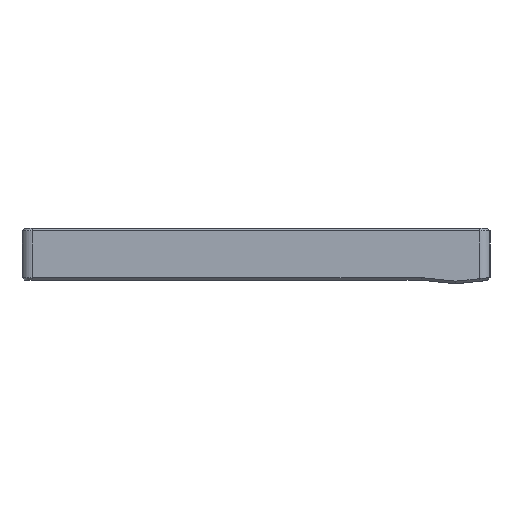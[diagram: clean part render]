
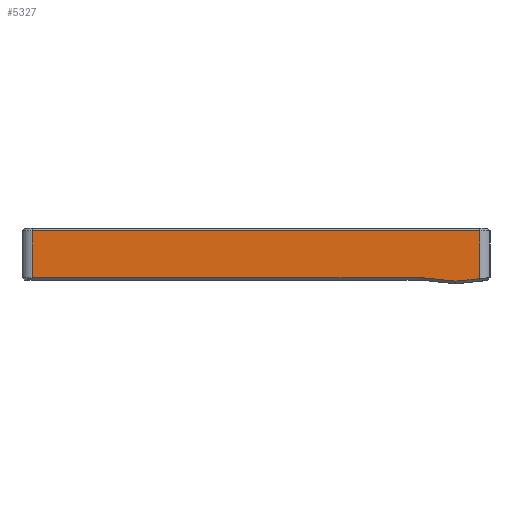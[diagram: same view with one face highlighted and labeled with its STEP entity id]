
A CAD part, left-side view. The second image highlights one B-rep face of the part: STEP entity #5327.
In plain terms, the highlighted planar face has unit normal (-1, 0, 0).
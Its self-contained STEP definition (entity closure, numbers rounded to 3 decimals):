
#51=B_SPLINE_CURVE_WITH_KNOTS('',3,(#8472,#8473,#8474,#8475),
 .UNSPECIFIED.,.F.,.F.,(4,4),(1.545,1.571),
 .UNSPECIFIED.);
#110=PLANE('',#5745);
#279=FACE_OUTER_BOUND('',#581,.T.);
#581=EDGE_LOOP('',(#3885,#3886,#3887,#3888,#3889,#3890,#3891));
#968=LINE('',#8387,#1467);
#980=LINE('',#8419,#1479);
#987=LINE('',#8431,#1486);
#994=LINE('',#8496,#1493);
#1002=LINE('',#8515,#1501);
#1011=LINE('',#8541,#1510);
#1467=VECTOR('',#6561,10.);
#1479=VECTOR('',#6591,10.);
#1486=VECTOR('',#6602,10.);
#1493=VECTOR('',#6619,10.);
#1501=VECTOR('',#6639,10.);
#1510=VECTOR('',#6670,10.);
#2339=VERTEX_POINT('',#8362);
#2345=VERTEX_POINT('',#8385);
#2346=VERTEX_POINT('',#8386);
#2357=VERTEX_POINT('',#8418);
#2360=VERTEX_POINT('',#8429);
#2365=VERTEX_POINT('',#8495);
#2369=VERTEX_POINT('',#8511);
#2908=EDGE_CURVE('',#2345,#2346,#968,.T.);
#2924=EDGE_CURVE('',#2357,#2345,#980,.T.);
#2931=EDGE_CURVE('',#2360,#2357,#987,.T.);
#2934=EDGE_CURVE('',#2339,#2360,#51,.T.);
#2943=EDGE_CURVE('',#2346,#2365,#994,.T.);
#2953=EDGE_CURVE('',#2365,#2369,#1002,.T.);
#2967=EDGE_CURVE('',#2369,#2339,#1011,.T.);
#3885=ORIENTED_EDGE('',*,*,#2934,.F.);
#3886=ORIENTED_EDGE('',*,*,#2967,.F.);
#3887=ORIENTED_EDGE('',*,*,#2953,.F.);
#3888=ORIENTED_EDGE('',*,*,#2943,.F.);
#3889=ORIENTED_EDGE('',*,*,#2908,.F.);
#3890=ORIENTED_EDGE('',*,*,#2924,.F.);
#3891=ORIENTED_EDGE('',*,*,#2931,.F.);
#5327=ADVANCED_FACE('',(#279),#110,.T.);
#5745=AXIS2_PLACEMENT_3D('',#8542,#6671,#6672);
#6561=DIRECTION('',(0.,1.,0.));
#6591=DIRECTION('',(0.,0.995,0.105));
#6602=DIRECTION('',(0.,0.995,-0.105));
#6619=DIRECTION('',(0.,0.,1.));
#6639=DIRECTION('',(0.,-1.,0.));
#6670=DIRECTION('',(0.,0.,-1.));
#6671=DIRECTION('center_axis',(-1.,0.,0.));
#6672=DIRECTION('ref_axis',(0.,-1.,0.));
#8362=CARTESIAN_POINT('',(-17.85,-112.1,-5.461));
#8385=CARTESIAN_POINT('',(-17.85,-95.249,-5.15));
#8386=CARTESIAN_POINT('',(-17.85,16.85,-5.15));
#8387=CARTESIAN_POINT('',(-17.85,-13.888,-5.15));
#8418=CARTESIAN_POINT('',(-17.85,-105.155,-6.191));
#8419=CARTESIAN_POINT('',(-17.85,-38.387,0.826));
#8429=CARTESIAN_POINT('',(-17.85,-112.022,-5.469));
#8431=CARTESIAN_POINT('',(-17.85,-43.311,-12.691));
#8472=CARTESIAN_POINT('Ctrl Pts',(-17.85,-112.1,-5.461));
#8473=CARTESIAN_POINT('Ctrl Pts',(-17.85,-112.074,-5.464));
#8474=CARTESIAN_POINT('Ctrl Pts',(-17.85,-112.048,-5.467));
#8475=CARTESIAN_POINT('Ctrl Pts',(-17.85,-112.022,-5.469));
#8495=CARTESIAN_POINT('',(-17.85,16.85,8.35));
#8496=CARTESIAN_POINT('',(-17.85,16.85,-5.9));
#8511=CARTESIAN_POINT('',(-17.85,-112.1,8.35));
#8515=CARTESIAN_POINT('',(-17.85,-13.888,8.35));
#8541=CARTESIAN_POINT('',(-17.85,-112.1,-5.9));
#8542=CARTESIAN_POINT('Origin',(-17.85,19.85,-5.9));
